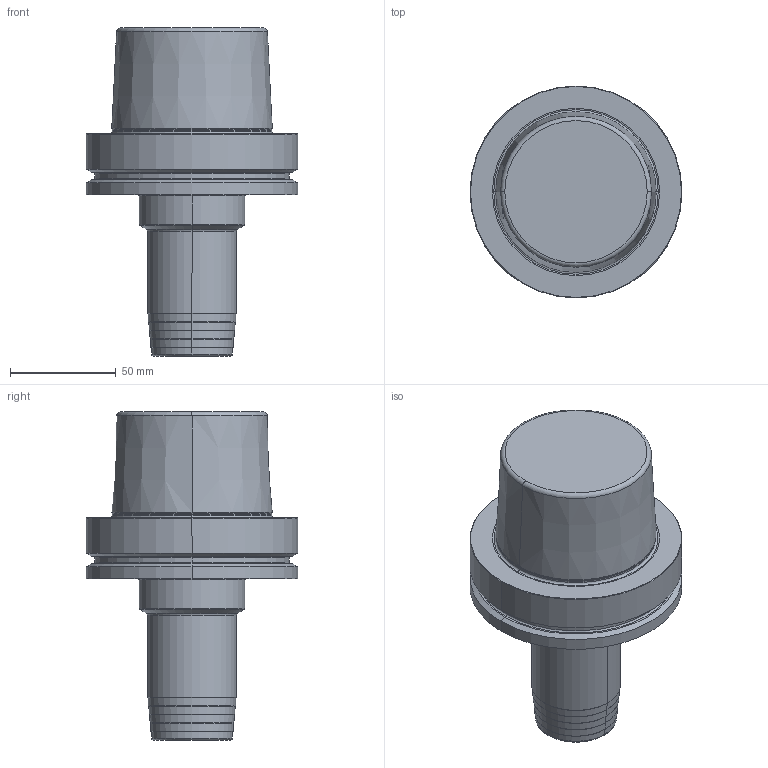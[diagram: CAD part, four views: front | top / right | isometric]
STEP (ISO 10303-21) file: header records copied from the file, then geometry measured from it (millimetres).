
FILE_DESCRIPTION((''),'2;1');
FILE_NAME('606394796-000-00-E43','2019-09-13T13:51:52',('liebchenm'),(''),'CREO PARAMETRIC BY PTC INC, 2018300','CREO PARAMETRIC BY PTC INC, 2018300','');
FILE_SCHEMA(('AP242_MANAGED_MODEL_BASED_3D_ENGINEERING_MIM_LF { 1 0 10303 442 1 1 4 }'));
Length unit declared in the file: millimetre
Products named in the file (1): 606394796-000-00-E43
Bounding box: 100 x 100 x 154.9 mm (x, y, z)
Volume: 528752.9 mm3; surface area: 50016.2 mm2
Topology: 1 solids, 1 shells, 80 faces, 158 edges, 90 vertices
Faces by surface type: torus 30, cone 24, cylinder 14, plane 12
Entity records: 3326 total; most frequent: DIRECTION 484, CARTESIAN_POINT 355, ORIENTED_EDGE 316, AXIS2_PLACEMENT_3D 221, PRESENTATION_STYLE_ASSIGNMENT 166, STYLED_ITEM 166, CURVE_STYLE 165, EDGE_CURVE 158
